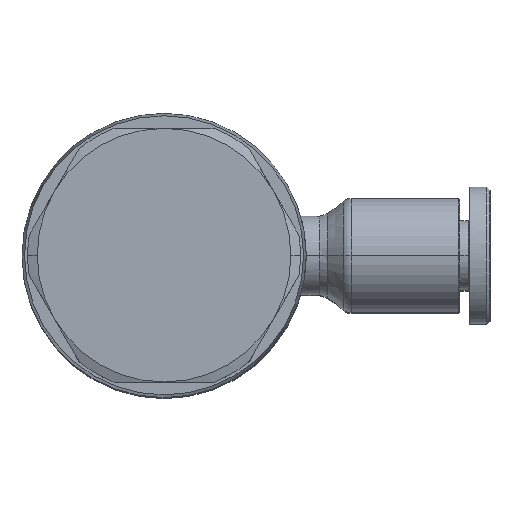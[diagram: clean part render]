
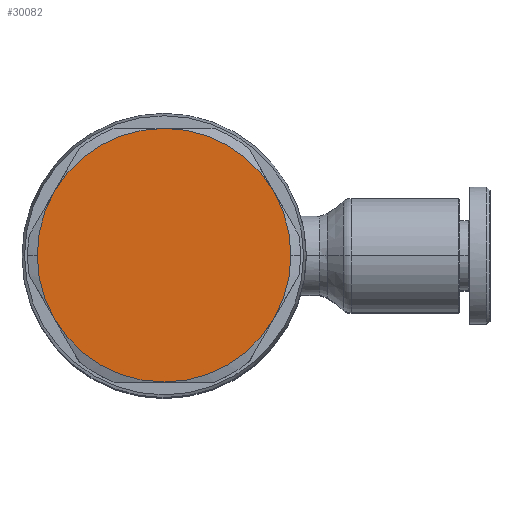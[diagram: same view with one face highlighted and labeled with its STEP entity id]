
A CAD part, top view. The second image highlights one B-rep face of the part: STEP entity #30082.
In plain terms, the highlighted planar face has unit normal (0, 0, 1).
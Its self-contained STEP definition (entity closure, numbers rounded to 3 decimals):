
#1670=CARTESIAN_POINT('',(13.1,0.,14.5));
#1671=VERTEX_POINT('',#1670);
#1680=CARTESIAN_POINT('',(11.76,-5.,14.5));
#1681=VERTEX_POINT('',#1680);
#1682=CARTESIAN_POINT('',(3.1,0.,14.5));
#1683=DIRECTION('',(0.0,0.0,1.0));
#1684=DIRECTION('',(-1.0,0.0,0.0));
#1685=AXIS2_PLACEMENT_3D('',#1682,#1683,#1684);
#1686=CIRCLE('',#1685,10.);
#1687=EDGE_CURVE('',#1681,#1671,#1686,.T.);
#1721=CARTESIAN_POINT('',(-6.9,0.,14.5));
#1722=VERTEX_POINT('',#1721);
#1738=CARTESIAN_POINT('',(-5.56,-5.,14.5));
#1739=VERTEX_POINT('',#1738);
#1753=CARTESIAN_POINT('',(3.1,0.,14.5));
#1754=DIRECTION('',(0.0,0.0,1.0));
#1755=DIRECTION('',(-1.0,0.0,0.0));
#1756=AXIS2_PLACEMENT_3D('',#1753,#1754,#1755);
#1757=CIRCLE('',#1756,10.);
#1758=EDGE_CURVE('',#1722,#1739,#1757,.T.);
#29645=CARTESIAN_POINT('',(11.76,5.,14.5));
#29646=VERTEX_POINT('',#29645);
#29719=CARTESIAN_POINT('',(3.1,-10.,14.5));
#29720=VERTEX_POINT('',#29719);
#29763=CARTESIAN_POINT('',(-5.56,5.,14.5));
#29764=VERTEX_POINT('',#29763);
#29765=CARTESIAN_POINT('',(3.1,0.,14.5));
#29766=DIRECTION('',(0.0,0.0,1.0));
#29767=DIRECTION('',(-1.0,0.0,0.0));
#29768=AXIS2_PLACEMENT_3D('',#29765,#29766,#29767);
#29769=CIRCLE('',#29768,10.);
#29770=EDGE_CURVE('',#29764,#1722,#29769,.T.);
#29838=CARTESIAN_POINT('',(3.1,10.,14.5));
#29839=VERTEX_POINT('',#29838);
#29840=CARTESIAN_POINT('',(3.1,0.,14.5));
#29841=DIRECTION('',(0.0,0.0,1.0));
#29842=DIRECTION('',(-1.0,0.0,0.0));
#29843=AXIS2_PLACEMENT_3D('',#29840,#29841,#29842);
#29844=CIRCLE('',#29843,10.);
#29845=EDGE_CURVE('',#29839,#29764,#29844,.T.);
#29882=CARTESIAN_POINT('',(3.1,0.,14.5));
#29883=DIRECTION('',(0.0,0.0,1.0));
#29884=DIRECTION('',(-1.0,0.0,0.0));
#29885=AXIS2_PLACEMENT_3D('',#29882,#29883,#29884);
#29886=CIRCLE('',#29885,10.);
#29887=EDGE_CURVE('',#29646,#29839,#29886,.T.);
#29901=CARTESIAN_POINT('',(3.1,0.,14.5));
#29902=DIRECTION('',(0.0,0.0,1.0));
#29903=DIRECTION('',(-1.0,0.0,0.0));
#29904=AXIS2_PLACEMENT_3D('',#29901,#29902,#29903);
#29905=CIRCLE('',#29904,10.);
#29906=EDGE_CURVE('',#1671,#29646,#29905,.T.);
#29918=CARTESIAN_POINT('',(3.1,0.,14.5));
#29919=DIRECTION('',(0.0,0.0,1.0));
#29920=DIRECTION('',(-1.0,0.0,0.0));
#29921=AXIS2_PLACEMENT_3D('',#29918,#29919,#29920);
#29922=CIRCLE('',#29921,10.);
#29923=EDGE_CURVE('',#29720,#1681,#29922,.T.);
#29936=CARTESIAN_POINT('',(3.1,0.,14.5));
#29937=DIRECTION('',(0.0,0.0,1.0));
#29938=DIRECTION('',(-1.0,0.0,0.0));
#29939=AXIS2_PLACEMENT_3D('',#29936,#29937,#29938);
#29940=CIRCLE('',#29939,10.);
#29941=EDGE_CURVE('',#1739,#29720,#29940,.T.);
#30067=CARTESIAN_POINT('',(-1.45,0.,14.5));
#30068=DIRECTION('',(0.0,0.0,1.0));
#30069=DIRECTION('',(-1.0,0.0,0.0));
#30070=AXIS2_PLACEMENT_3D('',#30067,#30068,#30069);
#30071=PLANE('',#30070);
#30072=ORIENTED_EDGE('',*,*,#29941,.T.);
#30073=ORIENTED_EDGE('',*,*,#29923,.T.);
#30074=ORIENTED_EDGE('',*,*,#1687,.T.);
#30075=ORIENTED_EDGE('',*,*,#29906,.T.);
#30076=ORIENTED_EDGE('',*,*,#29887,.T.);
#30077=ORIENTED_EDGE('',*,*,#29845,.T.);
#30078=ORIENTED_EDGE('',*,*,#29770,.T.);
#30079=ORIENTED_EDGE('',*,*,#1758,.T.);
#30080=EDGE_LOOP('',(#30072,#30073,#30074,#30075,#30076,#30077,#30078,#30079));
#30081=FACE_OUTER_BOUND('',#30080,.T.);
#30082=ADVANCED_FACE('',(#30081),#30071,.T.);
